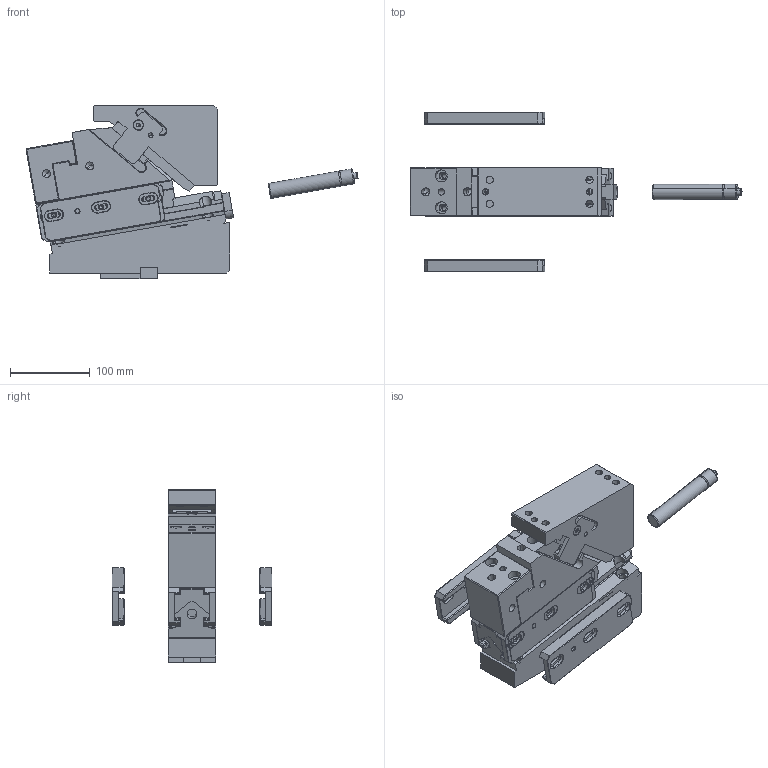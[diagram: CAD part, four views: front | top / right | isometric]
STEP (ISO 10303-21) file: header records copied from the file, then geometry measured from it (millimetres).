
FILE_DESCRIPTION(('CATIA V5 STEP Exchange','CAx-IF Rec.Pracs.--- Model Styling and Organization---1.4--- 2014-01-23'),'2;1');
FILE_NAME('HS_BS_UT_0060_10__IND_11__22523_28408__SCHIEBERADAPTER_PART__2021_09_20__SCHWER.stp','2022-02-04T11:50:35+00:00',('none'),('none'),'CATIA Version 5-6 Release 2019 SP3 HF8','CATIA V5 STEP AP203 WITH EXTENSIONS v1','none');
FILE_SCHEMA(('CONFIG_CONTROL_DESIGN','SHAPE_APPEARANCE_LAYER_MIM'));
Length unit declared in the file: millimetre
Products named in the file (1): HS_BS_UT_0060_11__IND_10__22523_28408__SCHIEBERADAPTER_PART__2021_09_20__SCHWER
Bounding box: 415.47 x 200 x 217 mm (x, y, z)
Volume: 2657407 mm3; surface area: 432224.5 mm2
Topology: 9 solids, 15 shells, 1460 faces, 3668 edges, 2252 vertices
Faces by surface type: plane 628, cylinder 554, cone 199, torus 73, sphere 6
Entity records: 41176 total; most frequent: CARTESIAN_POINT 9057, ORIENTED_EDGE 7166, DIRECTION 5336, EDGE_CURVE 3583, AXIS2_PLACEMENT_3D 2258, VERTEX_POINT 2248, VECTOR 2044, LINE 2044
